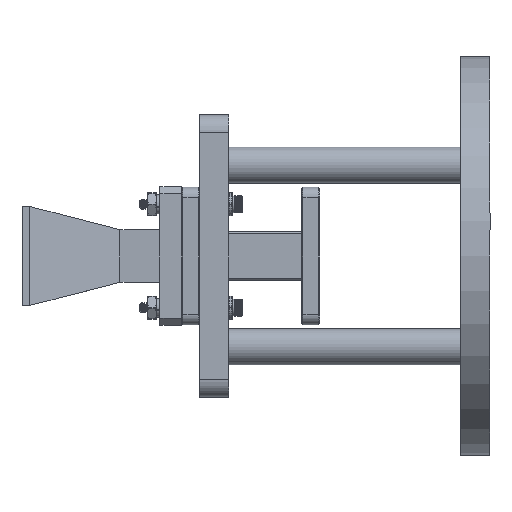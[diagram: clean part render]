
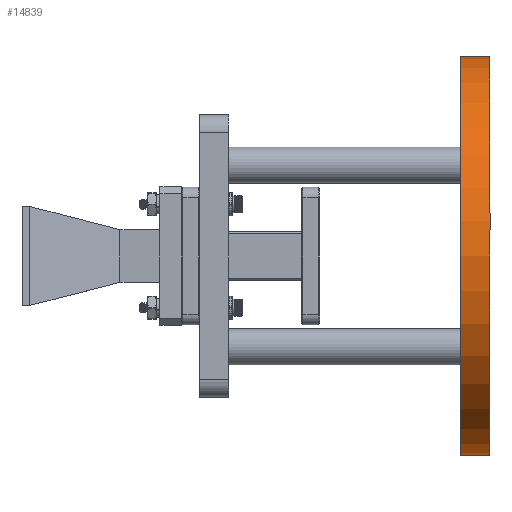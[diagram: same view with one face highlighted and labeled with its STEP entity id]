
A CAD part, left-side view. The second image highlights one B-rep face of the part: STEP entity #14839.
In plain terms, the highlighted cylindrical face has radius 55 mm (diameter 110 mm), a partial arc.
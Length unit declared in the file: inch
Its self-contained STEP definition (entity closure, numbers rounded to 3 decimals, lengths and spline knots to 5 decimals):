
#662 = CARTESIAN_POINT ( 'NONE',  ( 0., 0., -2.16535 ) ) ;
#1553 = VERTEX_POINT ( 'NONE', #662 ) ;
#2261 = CARTESIAN_POINT ( 'NONE',  ( 0., 0.31496, 0. ) ) ;
#2415 = CARTESIAN_POINT ( 'NONE',  ( 0., 0.31496, 0. ) ) ;
#4998 = DIRECTION ( 'NONE',  ( 0., 1., 0. ) ) ;
#9616 = VERTEX_POINT ( 'NONE', #32591 ) ;
#9826 = DIRECTION ( 'NONE',  ( 0., 1., 0. ) ) ;
#10606 = CARTESIAN_POINT ( 'NONE',  ( 0., 0.31496, 2.16535 ) ) ;
#12931 = DIRECTION ( 'NONE',  ( 0., -1., 0. ) ) ;
#12937 = DIRECTION ( 'NONE',  ( 0., 0., 1. ) ) ;
#13607 = FACE_OUTER_BOUND ( 'NONE', #34495, .T. ) ;
#13861 = VERTEX_POINT ( 'NONE', #26313 ) ;
#14839 = ADVANCED_FACE ( 'NONE', ( #13607 ), #16541, .T. ) ;
#16069 = CIRCLE ( 'NONE', #33162, 2.16535 ) ;
#16139 = AXIS2_PLACEMENT_3D ( 'NONE', #2415, #16909, #25389 ) ;
#16541 = CYLINDRICAL_SURFACE ( 'NONE', #16139, 2.16535 ) ;
#16718 = CARTESIAN_POINT ( 'NONE',  ( 0., 0.31496, -2.16535 ) ) ;
#16909 = DIRECTION ( 'NONE',  ( 0., -1., 0. ) ) ;
#18793 = CARTESIAN_POINT ( 'NONE',  ( 0., 0.31496, 2.16535 ) ) ;
#19502 = EDGE_CURVE ( 'NONE', #9616, #1553, #31280, .T. ) ;
#20239 = CIRCLE ( 'NONE', #26724, 2.16535 ) ;
#21646 = ORIENTED_EDGE ( 'NONE', *, *, #27194, .T. ) ;
#25389 = DIRECTION ( 'NONE',  ( 0., 0., -1. ) ) ;
#26313 = CARTESIAN_POINT ( 'NONE',  ( 0., 0., 2.16535 ) ) ;
#26695 = VECTOR ( 'NONE', #12931, 39.37008 ) ;
#26724 = AXIS2_PLACEMENT_3D ( 'NONE', #27111, #9826, #12937 ) ;
#26740 = LINE ( 'NONE', #18793, #26695 ) ;
#27111 = CARTESIAN_POINT ( 'NONE',  ( 0., 0., 0. ) ) ;
#27194 = EDGE_CURVE ( 'NONE', #30554, #13861, #26740, .T. ) ;
#27238 = EDGE_CURVE ( 'NONE', #30554, #9616, #16069, .T. ) ;
#28273 = EDGE_CURVE ( 'NONE', #13861, #1553, #20239, .T. ) ;
#30554 = VERTEX_POINT ( 'NONE', #10606 ) ;
#30864 = ORIENTED_EDGE ( 'NONE', *, *, #19502, .F. ) ;
#31108 = DIRECTION ( 'NONE',  ( 0., -1., 0. ) ) ;
#31177 = ORIENTED_EDGE ( 'NONE', *, *, #28273, .T. ) ;
#31280 = LINE ( 'NONE', #16718, #34828 ) ;
#32591 = CARTESIAN_POINT ( 'NONE',  ( 0., 0.31496, -2.16535 ) ) ;
#32988 = DIRECTION ( 'NONE',  ( 0., 0., 1. ) ) ;
#33162 = AXIS2_PLACEMENT_3D ( 'NONE', #2261, #4998, #32988 ) ;
#34175 = ORIENTED_EDGE ( 'NONE', *, *, #27238, .F. ) ;
#34495 = EDGE_LOOP ( 'NONE', ( #34175, #21646, #31177, #30864 ) ) ;
#34828 = VECTOR ( 'NONE', #31108, 39.37008 ) ;
